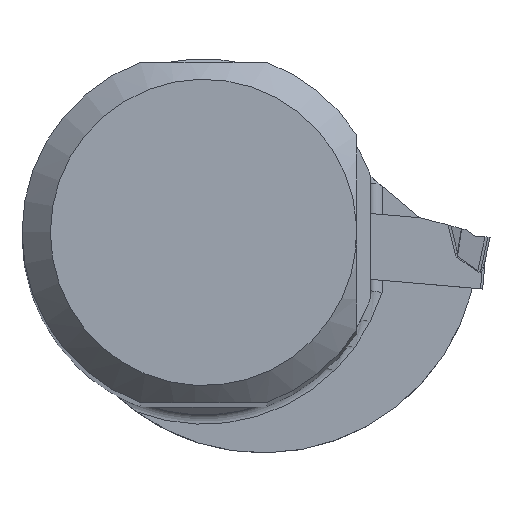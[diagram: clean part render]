
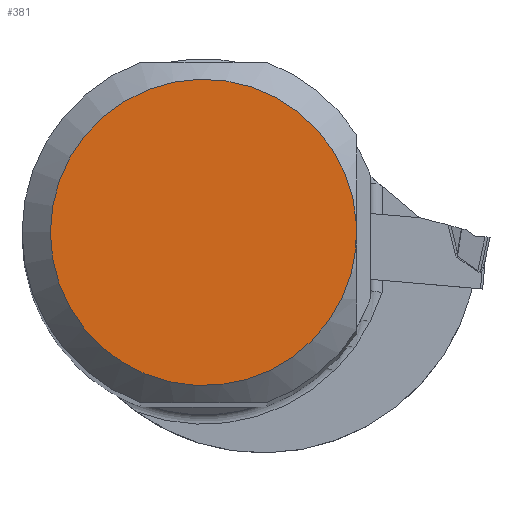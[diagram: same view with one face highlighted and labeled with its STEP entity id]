
A CAD part, top view. The second image highlights one B-rep face of the part: STEP entity #381.
In plain terms, the highlighted planar face has unit normal (0, 0, 1).
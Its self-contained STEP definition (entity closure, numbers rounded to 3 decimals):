
#240=FACE_OUTER_BOUND('',#1001,.T.);
#381=ADVANCED_FACE('TB_BL_N10_SU6',(#240),#510,.T.);
#510=PLANE('',#2671);
#1001=EDGE_LOOP('',(#1305));
#1305=ORIENTED_EDGE('',*,*,#2217,.T.);
#1952=VERTEX_POINT('',#3866);
#2217=EDGE_CURVE('',#1952,#1952,#2492,.T.);
#2492=CIRCLE('',#2667,13.5);
#2667=AXIS2_PLACEMENT_3D('',#3865,#3026,#3027);
#2671=AXIS2_PLACEMENT_3D('',#3950,#3034,#3035);
#3026=DIRECTION('',(0.,0.,1.));
#3027=DIRECTION('',(-1.,0.,0.));
#3034=DIRECTION('',(0.,0.,1.));
#3035=DIRECTION('',(-1.,0.,0.));
#3865=CARTESIAN_POINT('',(0.,0.,0.));
#3866=CARTESIAN_POINT('',(-13.5,0.,0.));
#3950=CARTESIAN_POINT('',(0.,0.,0.));
